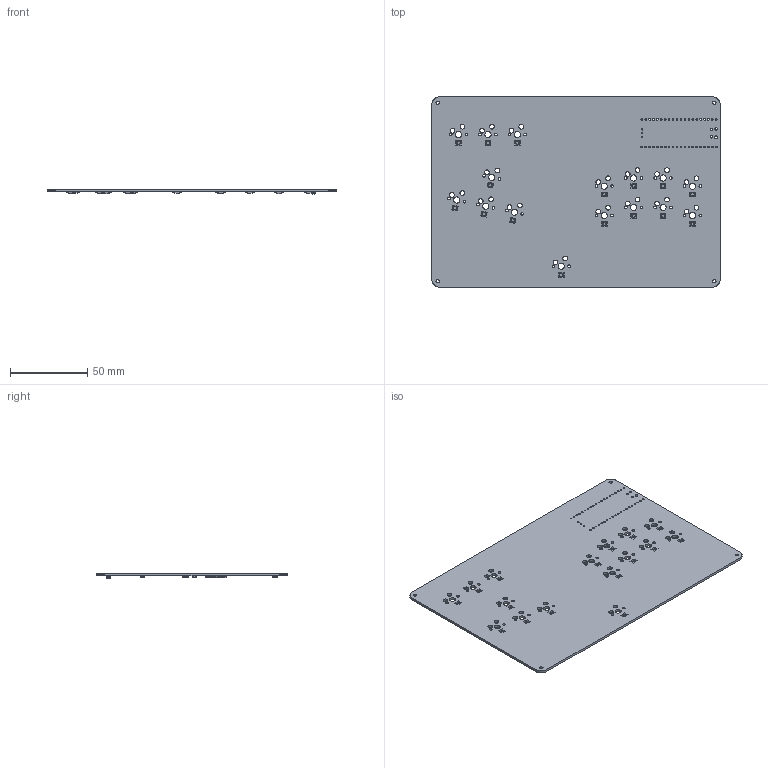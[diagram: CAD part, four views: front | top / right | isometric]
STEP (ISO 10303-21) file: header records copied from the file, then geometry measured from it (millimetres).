
FILE_DESCRIPTION(('KiCad electronic assembly'),'2;1');
FILE_NAME('JosEffigy-All-Keyboard-Mixbox.step','2023-06-09T18:30:14',( 'Pcbnew'),('Kicad'),'Open CASCADE STEP processor 7.6', 'KiCad to STEP converter','Unknown');
FILE_SCHEMA(('AUTOMOTIVE_DESIGN { 1 0 10303 214 1 1 1 1 }'));
Length unit declared in the file: millimetre
Products named in the file (6): JosEffigy-All-Keyboard-Mixbox 1; YS-SK6812MINI-E; COMPOUND; SOT-23-5; SOLID; _autosave-JosEffigy-All-Keyboard-Mixbox PCB
Assembly tree (20 placements, depth 3):
  JosEffigy-All-Keyboard-Mixbox 1
    YS-SK6812MINI-E  x16
      COMPOUND
    SOT-23-5
      SOLID
    _autosave-JosEffigy-All-Keyboard-Mixbox PCB
Bounding box: 186.69 x 123.19 x 3.18 mm (x, y, z)
Volume: 35340 mm3; surface area: 48052.4 mm2
Topology: 98 solids, 98 shells, 1102 faces, 2562 edges, 1688 vertices
Faces by surface type: plane 858, cylinder 199, bspline 29, cone 16
Full cylindrical faces by diameter (mm): 1.02 x43, 1.25 x16, 1.5 x2, 1.75 x32, 1.8 x2, 2.1 x32, 2.2 x4, 3.05 x32, 4 x16
Entity records: 31338 total; most frequent: CARTESIAN_POINT 6639, DIRECTION 4323, LINE 2842, VECTOR 2842, ORIENTED_EDGE 2364, PCURVE 2364, DEFINITIONAL_REPRESENTATION 2364, EDGE_CURVE 1182
